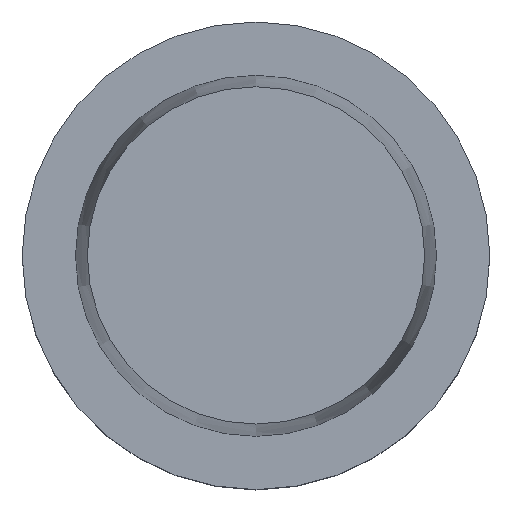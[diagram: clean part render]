
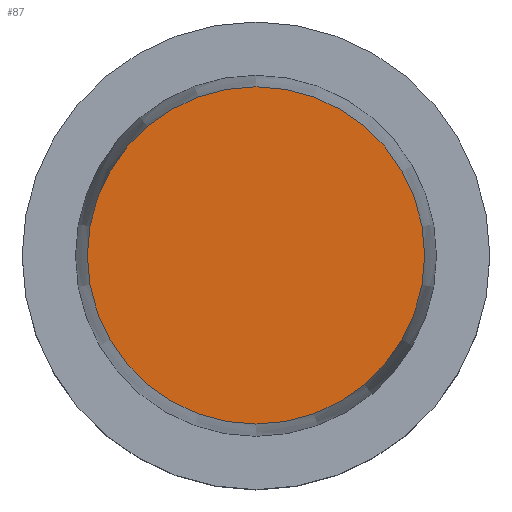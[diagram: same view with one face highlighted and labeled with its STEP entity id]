
A CAD part, top view. The second image highlights one B-rep face of the part: STEP entity #87.
In plain terms, the highlighted planar face has unit normal (0, 0, 1).
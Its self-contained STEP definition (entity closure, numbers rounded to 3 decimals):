
#87=ADVANCED_FACE('Unnamed[1]',(#227),#228,.T.);
#185=EDGE_CURVE('Unnamed[1]',#379,#379,#380,.T.);
#227=FACE_OUTER_BOUND('',#422,.T.);
#228=PLANE('',#423);
#379=VERTEX_POINT('',#611);
#380=CIRCLE('',#612,22.715);
#422=EDGE_LOOP('',(#643));
#423=AXIS2_PLACEMENT_3D('',#644,#645,#646);
#611=CARTESIAN_POINT('',(0.,22.715,32.0));
#612=AXIS2_PLACEMENT_3D('',#810,#811,#812);
#643=ORIENTED_EDGE('',*,*,#185,.T.);
#644=CARTESIAN_POINT('',(0.,11.358,32.0));
#645=DIRECTION('',(0.,0.,1.0));
#646=DIRECTION('',(0.,1.0,0.));
#810=CARTESIAN_POINT('',(0.,0.,32.0));
#811=DIRECTION('',(0.,0.,1.0));
#812=DIRECTION('',(0.,1.0,0.));
